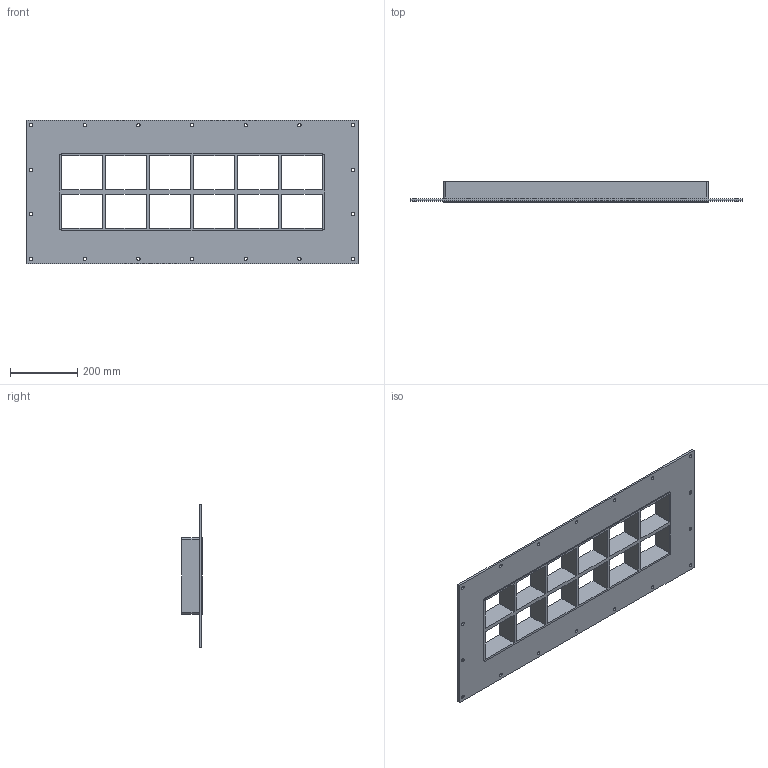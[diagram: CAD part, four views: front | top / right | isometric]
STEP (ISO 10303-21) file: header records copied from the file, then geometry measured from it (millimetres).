
FILE_DESCRIPTION((''),'2;1');
FILE_NAME('GHFL1002+2X6.stp','2014-03-10T22:20:29',(''),(''),'Autodesk Inventor 2013','Autodesk Inventor 2013','');
FILE_SCHEMA(('AUTOMOTIVE_DESIGN { 1 0 10303 214 1 1 1 1 }'));
Length unit declared in the file: millimetre
Products named in the file (1): GH FL100
Bounding box: 985 x 60 x 426 mm (x, y, z)
Volume: 3324889 mm3; surface area: 992217.2 mm2
Topology: 1 solids, 1 shells, 90 faces, 276 edges, 190 vertices
Faces by surface type: plane 64, cylinder 26
Full cylindrical faces by diameter (mm): 10 x18
Entity records: 2990 total; most frequent: CARTESIAN_POINT 503, ORIENTED_EDGE 480, DIRECTION 474, EDGE_CURVE 240, VECTOR 188, LINE 188, VERTEX_POINT 172, EDGE_LOOP 170
